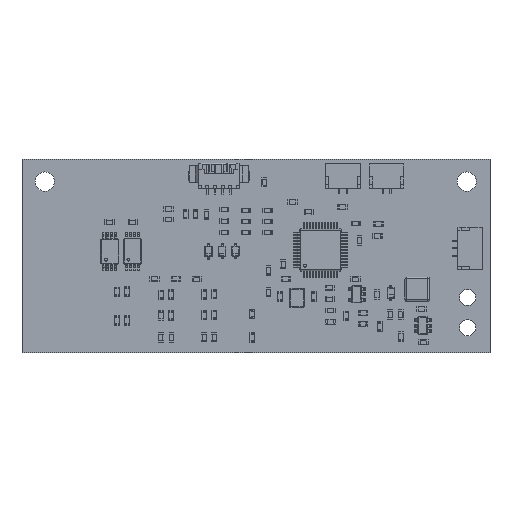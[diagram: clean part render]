
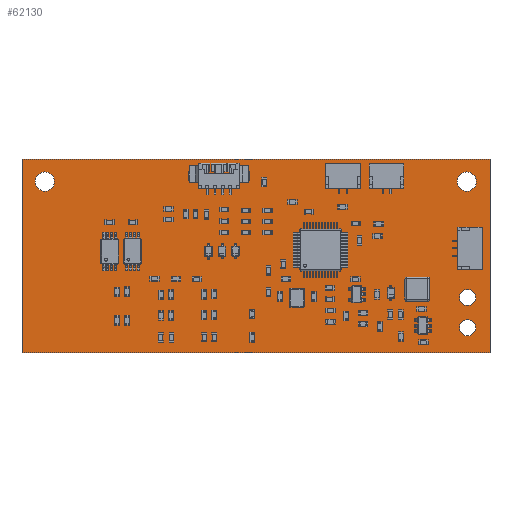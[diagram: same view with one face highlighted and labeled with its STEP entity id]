
A CAD part, top view. The second image highlights one B-rep face of the part: STEP entity #62130.
In plain terms, the highlighted planar face has unit normal (0, 0, 1).
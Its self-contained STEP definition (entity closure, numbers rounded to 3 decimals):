
#61974 = VERTEX_POINT('',#61975);
#61975 = CARTESIAN_POINT('',(73.85,-28.4,1.51));
#61981 = EDGE_CURVE('',#61974,#61982,#61984,.T.);
#61982 = VERTEX_POINT('',#61983);
#61983 = CARTESIAN_POINT('',(-3.8,-28.4,1.51));
#61984 = LINE('',#61985,#61986);
#61985 = CARTESIAN_POINT('',(73.85,-28.4,1.51));
#61986 = VECTOR('',#61987,1.);
#61987 = DIRECTION('',(-1.,0.,0.));
#62014 = VERTEX_POINT('',#62015);
#62015 = CARTESIAN_POINT('',(73.85,3.7,1.51));
#62021 = EDGE_CURVE('',#62014,#61974,#62022,.T.);
#62022 = LINE('',#62023,#62024);
#62023 = CARTESIAN_POINT('',(73.85,3.7,1.51));
#62024 = VECTOR('',#62025,1.);
#62025 = DIRECTION('',(0.,-1.,0.));
#62043 = EDGE_CURVE('',#61982,#62044,#62046,.T.);
#62044 = VERTEX_POINT('',#62045);
#62045 = CARTESIAN_POINT('',(-3.8,3.7,1.51));
#62046 = LINE('',#62047,#62048);
#62047 = CARTESIAN_POINT('',(-3.8,-28.4,1.51));
#62048 = VECTOR('',#62049,1.);
#62049 = DIRECTION('',(0.,1.,0.));
#62130 = ADVANCED_FACE('',(#62131,#62142,#62153,#62164,#62175),#62186,
  .T.);
#62131 = FACE_BOUND('',#62132,.T.);
#62132 = EDGE_LOOP('',(#62133,#62134,#62135,#62141));
#62133 = ORIENTED_EDGE('',*,*,#61981,.F.);
#62134 = ORIENTED_EDGE('',*,*,#62021,.F.);
#62135 = ORIENTED_EDGE('',*,*,#62136,.F.);
#62136 = EDGE_CURVE('',#62044,#62014,#62137,.T.);
#62137 = LINE('',#62138,#62139);
#62138 = CARTESIAN_POINT('',(-3.8,3.7,1.51));
#62139 = VECTOR('',#62140,1.);
#62140 = DIRECTION('',(1.,0.,0.));
#62141 = ORIENTED_EDGE('',*,*,#62043,.F.);
#62142 = FACE_BOUND('',#62143,.T.);
#62143 = EDGE_LOOP('',(#62144));
#62144 = ORIENTED_EDGE('',*,*,#62145,.T.);
#62145 = EDGE_CURVE('',#62146,#62146,#62148,.T.);
#62146 = VERTEX_POINT('',#62147);
#62147 = CARTESIAN_POINT('',(70.129,-25.603,1.51));
#62148 = CIRCLE('',#62149,1.35);
#62149 = AXIS2_PLACEMENT_3D('',#62150,#62151,#62152);
#62150 = CARTESIAN_POINT('',(70.129,-24.253,1.51));
#62151 = DIRECTION('',(-0.,0.,-1.));
#62152 = DIRECTION('',(-0.,-1.,0.));
#62153 = FACE_BOUND('',#62154,.T.);
#62154 = EDGE_LOOP('',(#62155));
#62155 = ORIENTED_EDGE('',*,*,#62156,.T.);
#62156 = EDGE_CURVE('',#62157,#62157,#62159,.T.);
#62157 = VERTEX_POINT('',#62158);
#62158 = CARTESIAN_POINT('',(70.129,-20.603,1.51));
#62159 = CIRCLE('',#62160,1.35);
#62160 = AXIS2_PLACEMENT_3D('',#62161,#62162,#62163);
#62161 = CARTESIAN_POINT('',(70.129,-19.253,1.51));
#62162 = DIRECTION('',(-0.,0.,-1.));
#62163 = DIRECTION('',(-0.,-1.,0.));
#62164 = FACE_BOUND('',#62165,.T.);
#62165 = EDGE_LOOP('',(#62166));
#62166 = ORIENTED_EDGE('',*,*,#62167,.T.);
#62167 = EDGE_CURVE('',#62168,#62168,#62170,.T.);
#62168 = VERTEX_POINT('',#62169);
#62169 = CARTESIAN_POINT('',(0.,-1.6,1.51));
#62170 = CIRCLE('',#62171,1.6);
#62171 = AXIS2_PLACEMENT_3D('',#62172,#62173,#62174);
#62172 = CARTESIAN_POINT('',(0.,0.,1.51
    ));
#62173 = DIRECTION('',(-0.,0.,-1.));
#62174 = DIRECTION('',(0.,-1.,-0.));
#62175 = FACE_BOUND('',#62176,.T.);
#62176 = EDGE_LOOP('',(#62177));
#62177 = ORIENTED_EDGE('',*,*,#62178,.T.);
#62178 = EDGE_CURVE('',#62179,#62179,#62181,.T.);
#62179 = VERTEX_POINT('',#62180);
#62180 = CARTESIAN_POINT('',(70.,-1.6,1.51));
#62181 = CIRCLE('',#62182,1.6);
#62182 = AXIS2_PLACEMENT_3D('',#62183,#62184,#62185);
#62183 = CARTESIAN_POINT('',(70.,0.,1.51));
#62184 = DIRECTION('',(-0.,0.,-1.));
#62185 = DIRECTION('',(-0.,-1.,0.));
#62186 = PLANE('',#62187);
#62187 = AXIS2_PLACEMENT_3D('',#62188,#62189,#62190);
#62188 = CARTESIAN_POINT('',(0.,0.,1.51));
#62189 = DIRECTION('',(0.,0.,1.));
#62190 = DIRECTION('',(1.,0.,-0.));
